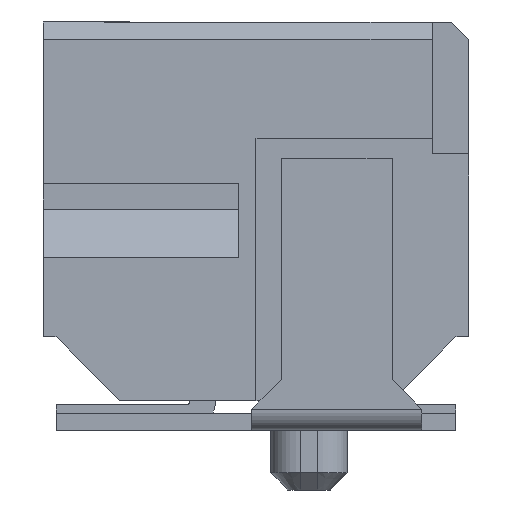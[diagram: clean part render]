
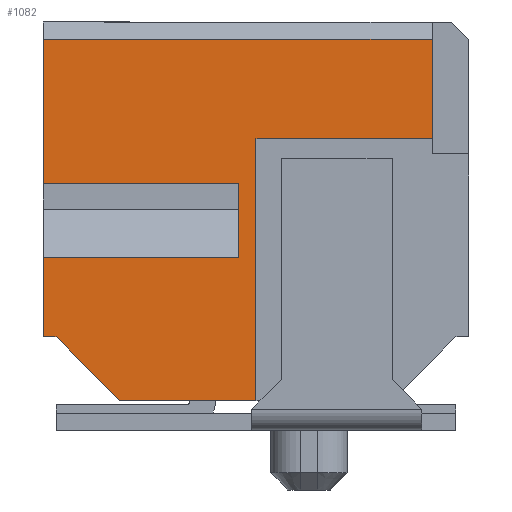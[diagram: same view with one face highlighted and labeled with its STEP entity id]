
A CAD part, left-side view. The second image highlights one B-rep face of the part: STEP entity #1082.
In plain terms, the highlighted planar face has unit normal (-1, 0, 0).
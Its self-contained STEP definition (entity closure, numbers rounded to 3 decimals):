
#80=CARTESIAN_POINT('',(-12.1,0.,0.35));
#81=VERTEX_POINT('',#80);
#88=CARTESIAN_POINT('',(-12.1,1.6,0.35));
#89=VERTEX_POINT('',#88);
#90=CARTESIAN_POINT('',(-12.1,1.6,0.35));
#91=DIRECTION('',(0.0,-1.0,0.0));
#92=VECTOR('',#91,1.6);
#93=LINE('',#90,#92);
#94=EDGE_CURVE('',#89,#81,#93,.T.);
#988=CARTESIAN_POINT('',(-12.1,2.729,0.138));
#989=DIRECTION('',(-1.0,0.0,0.0));
#990=DIRECTION('',(0.0,-1.0,0.0));
#991=AXIS2_PLACEMENT_3D('',#988,#989,#990);
#992=PLANE('',#991);
#993=CARTESIAN_POINT('',(-12.1,0.,3.43));
#994=VERTEX_POINT('',#993);
#995=CARTESIAN_POINT('',(-12.1,-2.07,3.43));
#996=VERTEX_POINT('',#995);
#997=CARTESIAN_POINT('',(-12.1,0.,3.43));
#998=DIRECTION('',(0.0,-1.0,0.0));
#999=VECTOR('',#998,2.07);
#1000=LINE('',#997,#999);
#1001=EDGE_CURVE('',#994,#996,#1000,.T.);
#1002=ORIENTED_EDGE('',*,*,#1001,.T.);
#1003=CARTESIAN_POINT('',(-12.1,-2.07,4.6));
#1004=VERTEX_POINT('',#1003);
#1005=CARTESIAN_POINT('',(-12.1,-2.07,4.6));
#1006=DIRECTION('',(0.0,0.0,-1.0));
#1007=VECTOR('',#1006,1.17);
#1008=LINE('',#1005,#1007);
#1009=EDGE_CURVE('',#1004,#996,#1008,.T.);
#1010=ORIENTED_EDGE('',*,*,#1009,.F.);
#1011=CARTESIAN_POINT('',(-12.1,2.5,4.6));
#1012=VERTEX_POINT('',#1011);
#1013=CARTESIAN_POINT('',(-12.1,-2.07,4.6));
#1014=DIRECTION('',(0.0,1.0,0.0));
#1015=VECTOR('',#1014,4.57);
#1016=LINE('',#1013,#1015);
#1017=EDGE_CURVE('',#1004,#1012,#1016,.T.);
#1018=ORIENTED_EDGE('',*,*,#1017,.T.);
#1019=CARTESIAN_POINT('',(-12.1,2.5,2.9));
#1020=VERTEX_POINT('',#1019);
#1021=CARTESIAN_POINT('',(-12.1,2.5,2.9));
#1022=DIRECTION('',(0.0,0.0,1.0));
#1023=VECTOR('',#1022,1.7);
#1024=LINE('',#1021,#1023);
#1025=EDGE_CURVE('',#1020,#1012,#1024,.T.);
#1026=ORIENTED_EDGE('',*,*,#1025,.F.);
#1027=CARTESIAN_POINT('',(-12.1,0.2,2.9));
#1028=VERTEX_POINT('',#1027);
#1029=CARTESIAN_POINT('',(-12.1,0.2,2.9));
#1030=DIRECTION('',(0.0,1.0,0.0));
#1031=VECTOR('',#1030,2.3);
#1032=LINE('',#1029,#1031);
#1033=EDGE_CURVE('',#1028,#1020,#1032,.T.);
#1034=ORIENTED_EDGE('',*,*,#1033,.F.);
#1035=CARTESIAN_POINT('',(-12.1,0.2,2.029));
#1036=VERTEX_POINT('',#1035);
#1037=CARTESIAN_POINT('',(-12.1,0.2,2.029));
#1038=DIRECTION('',(0.0,0.0,1.0));
#1039=VECTOR('',#1038,0.871);
#1040=LINE('',#1037,#1039);
#1041=EDGE_CURVE('',#1036,#1028,#1040,.T.);
#1042=ORIENTED_EDGE('',*,*,#1041,.F.);
#1043=CARTESIAN_POINT('',(-12.1,2.5,2.029));
#1044=VERTEX_POINT('',#1043);
#1045=CARTESIAN_POINT('',(-12.1,0.2,2.029));
#1046=DIRECTION('',(0.0,1.0,0.0));
#1047=VECTOR('',#1046,2.3);
#1048=LINE('',#1045,#1047);
#1049=EDGE_CURVE('',#1036,#1044,#1048,.T.);
#1050=ORIENTED_EDGE('',*,*,#1049,.T.);
#1051=CARTESIAN_POINT('',(-12.1,2.5,1.1));
#1052=VERTEX_POINT('',#1051);
#1053=CARTESIAN_POINT('',(-12.1,2.5,1.1));
#1054=DIRECTION('',(0.0,0.0,1.0));
#1055=VECTOR('',#1054,0.929);
#1056=LINE('',#1053,#1055);
#1057=EDGE_CURVE('',#1052,#1044,#1056,.T.);
#1058=ORIENTED_EDGE('',*,*,#1057,.F.);
#1059=CARTESIAN_POINT('',(-12.1,2.35,1.1));
#1060=VERTEX_POINT('',#1059);
#1061=CARTESIAN_POINT('',(-12.1,2.5,1.1));
#1062=DIRECTION('',(0.0,-1.0,0.0));
#1063=VECTOR('',#1062,0.15);
#1064=LINE('',#1061,#1063);
#1065=EDGE_CURVE('',#1052,#1060,#1064,.T.);
#1066=ORIENTED_EDGE('',*,*,#1065,.T.);
#1067=CARTESIAN_POINT('',(-12.1,2.35,1.1));
#1068=DIRECTION('',(0.0,-0.707,-0.707));
#1069=VECTOR('',#1068,1.061);
#1070=LINE('',#1067,#1069);
#1071=EDGE_CURVE('',#1060,#89,#1070,.T.);
#1072=ORIENTED_EDGE('',*,*,#1071,.T.);
#1073=ORIENTED_EDGE('',*,*,#94,.T.);
#1074=CARTESIAN_POINT('',(-12.1,0.,3.43));
#1075=DIRECTION('',(0.0,0.0,-1.0));
#1076=VECTOR('',#1075,3.08);
#1077=LINE('',#1074,#1076);
#1078=EDGE_CURVE('',#994,#81,#1077,.T.);
#1079=ORIENTED_EDGE('',*,*,#1078,.F.);
#1080=EDGE_LOOP('',(#1002,#1010,#1018,#1026,#1034,#1042,#1050,#1058,#1066,#1072,#1073,#1079));
#1081=FACE_OUTER_BOUND('',#1080,.T.);
#1082=ADVANCED_FACE('',(#1081),#992,.T.);
